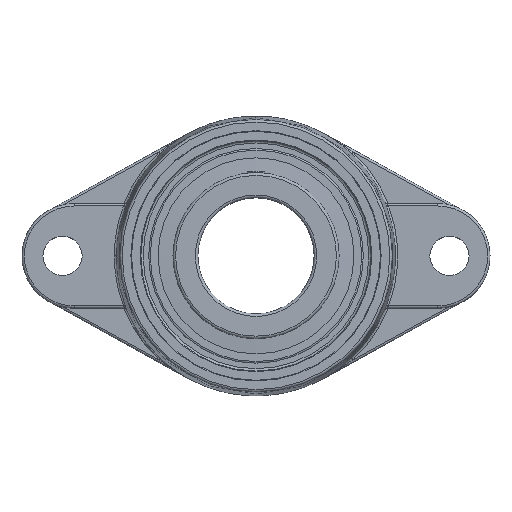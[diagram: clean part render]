
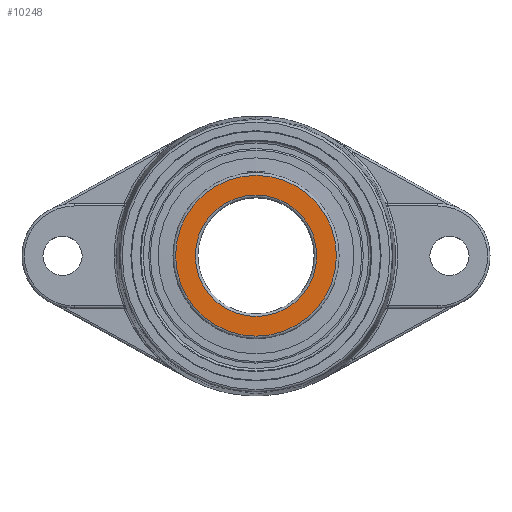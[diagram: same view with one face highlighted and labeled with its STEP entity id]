
A CAD part, top view. The second image highlights one B-rep face of the part: STEP entity #10248.
In plain terms, the highlighted face is planar.
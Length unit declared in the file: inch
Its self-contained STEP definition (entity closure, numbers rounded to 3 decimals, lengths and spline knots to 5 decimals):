
#10199=CARTESIAN_POINT('',(-0.91437,0.,0.));
#10200=VERTEX_POINT('',#10199);
#10210=CARTESIAN_POINT('',(0.,0.,0.));
#10211=DIRECTION('',(-0.,0.,-1.));
#10212=DIRECTION('',(1.,0.,0.));
#10213=AXIS2_PLACEMENT_3D('',#10210,#10211,#10212);
#10214=CIRCLE('',#10213,0.91437);
#10215=EDGE_CURVE('',#10200,#10200,#10214,.T.);
#10220=CARTESIAN_POINT('',(0.,0.,0.));
#10221=DIRECTION('',(0.,-0.,1.));
#10222=DIRECTION('',(1.,0.,0.));
#10223=AXIS2_PLACEMENT_3D('',#10220,#10221,#10222);
#10224=PLANE('',#10223);
#10225=CARTESIAN_POINT('',(-1.21063,0.,0.));
#10226=VERTEX_POINT('',#10225);
#10227=CARTESIAN_POINT('',(1.21063,0.,0.));
#10228=VERTEX_POINT('',#10227);
#10229=CARTESIAN_POINT('',(0.,0.,0.));
#10230=DIRECTION('',(0.,-0.,1.));
#10231=DIRECTION('',(-1.,0.,0.));
#10232=AXIS2_PLACEMENT_3D('',#10229,#10230,#10231);
#10233=CIRCLE('',#10232,1.21063);
#10234=EDGE_CURVE('',#10226,#10228,#10233,.T.);
#10235=ORIENTED_EDGE('',*,*,#10234,.F.);
#10236=CARTESIAN_POINT('',(0.,0.,0.));
#10237=DIRECTION('',(0.,-0.,1.));
#10238=DIRECTION('',(-1.,0.,0.));
#10239=AXIS2_PLACEMENT_3D('',#10236,#10237,#10238);
#10240=CIRCLE('',#10239,1.21063);
#10241=EDGE_CURVE('',#10228,#10226,#10240,.T.);
#10242=ORIENTED_EDGE('',*,*,#10241,.F.);
#10243=EDGE_LOOP('',(#10235,#10242));
#10244=FACE_BOUND('',#10243,.T.);
#10245=ORIENTED_EDGE('',*,*,#10215,.F.);
#10246=EDGE_LOOP('',(#10245));
#10247=FACE_BOUND('',#10246,.T.);
#10248=ADVANCED_FACE('',(#10244,#10247),#10224,.F.);
